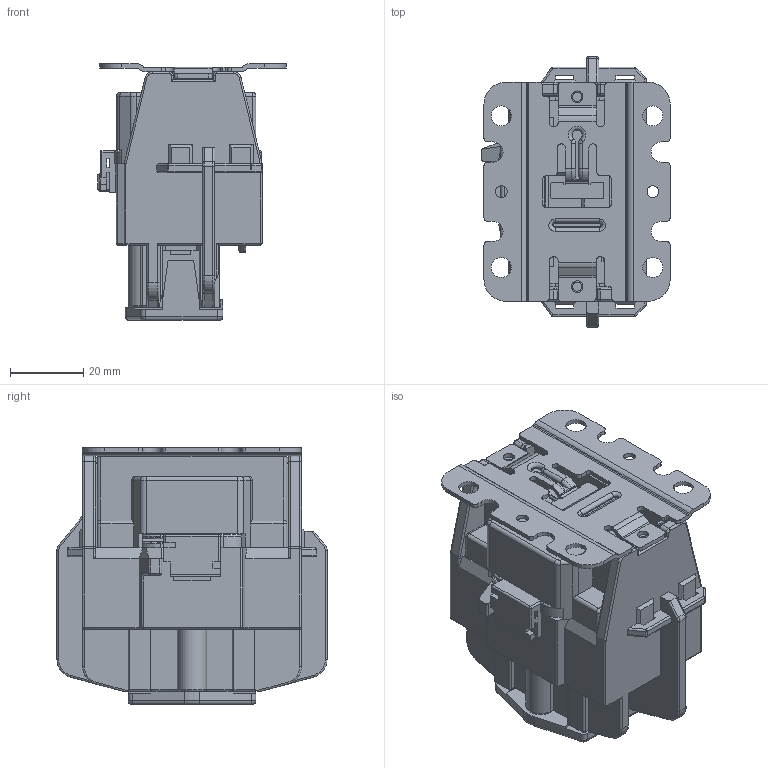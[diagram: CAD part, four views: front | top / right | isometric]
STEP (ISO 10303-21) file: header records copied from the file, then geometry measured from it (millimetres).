
FILE_DESCRIPTION((''),'2;1');
FILE_NAME('2HC_401_1008_ASM','2021-06-11T',('LESTER'),(''),'PRO/ENGINEER BY PARAMETRIC TECHNOLOGY CORPORATION, 2017170','PRO/ENGINEER BY PARAMETRIC TECHNOLOGY CORPORATION, 2017170','');
FILE_SCHEMA(('CONFIG_CONTROL_DESIGN'));
Length unit declared in the file: millimetre
Products named in the file (12): 8HC_024_1005; 5HC_557_1003_ASM; 5HC_024_1004_ASM; 8HC_104_1004; 5HC_104_1004_ASM; 8HC_732_1004; 5HC_520_1006_ASM; 8HC_300_1000; 8HC_062_1003; 5HC_553_1001_ASM; 8HC_315_1005; 2HC_401_1008_ASM
Assembly tree (12 placements, depth 3):
  2HC_401_1008_ASM
    5HC_024_1004_ASM
      8HC_024_1005
      5HC_557_1003_ASM  x2
    5HC_104_1004_ASM
      8HC_104_1004
    5HC_520_1006_ASM
      8HC_732_1004
    8HC_300_1000
    8HC_062_1003
    5HC_553_1001_ASM
    8HC_315_1005
Bounding box: 51.6 x 74 x 70.3 mm (x, y, z)
Surface area: 52454 mm2 (no closed solid volume)
Topology: 0 solids, 6 shells, 1613 faces, 4297 edges, 2711 vertices
Faces by surface type: plane 935, cylinder 517, torus 74, sphere 49, bspline 38
Entity records: 51844 total; most frequent: CARTESIAN_POINT 11239, ORIENTED_EDGE 8594, DIRECTION 8252, EDGE_CURVE 4297, VECTOR 3148, LINE 3148, VERTEX_POINT 2711, AXIS2_PLACEMENT_3D 2552
